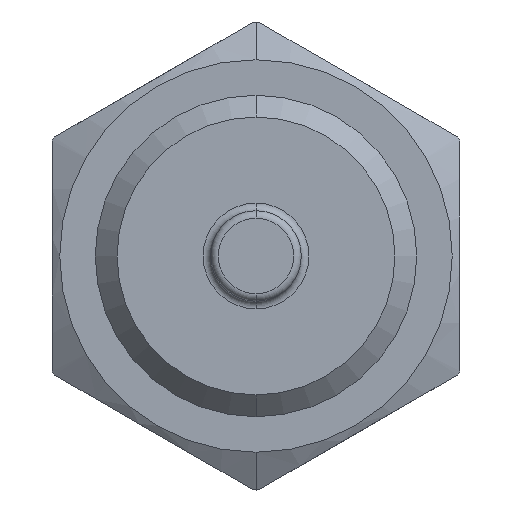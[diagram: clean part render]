
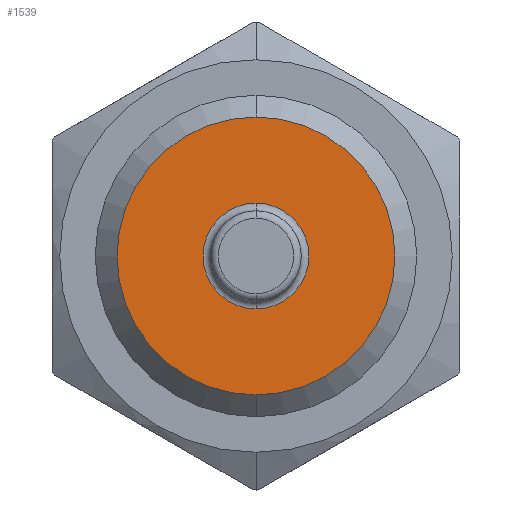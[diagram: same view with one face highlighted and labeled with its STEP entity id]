
A CAD part, front view. The second image highlights one B-rep face of the part: STEP entity #1539.
In plain terms, the highlighted planar face has unit normal (0, -1, 0).
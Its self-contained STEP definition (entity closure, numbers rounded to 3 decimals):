
#3 = DIRECTION ( 'NONE',  ( 0., -1., 0. ) ) ;
#118 = PLANE ( 'NONE',  #3028 ) ;
#167 = CARTESIAN_POINT ( 'NONE',  ( 0., 3., 9.2 ) ) ;
#329 = ORIENTED_EDGE ( 'NONE', *, *, #1349, .T. ) ;
#485 = CARTESIAN_POINT ( 'NONE',  ( 0., 3., -9.2 ) ) ;
#643 = ORIENTED_EDGE ( 'NONE', *, *, #3479, .T. ) ;
#859 = DIRECTION ( 'NONE',  ( 0., -1., 0. ) ) ;
#948 = AXIS2_PLACEMENT_3D ( 'NONE', #2030, #1693, #2288 ) ;
#971 = ORIENTED_EDGE ( 'NONE', *, *, #1002, .T. ) ;
#977 = DIRECTION ( 'NONE',  ( 0., 0., -1. ) ) ;
#1002 = EDGE_CURVE ( 'NONE', #3661, #3837, #3552, .T. ) ;
#1222 = DIRECTION ( 'NONE',  ( 0., 0., -1. ) ) ;
#1273 = CIRCLE ( 'NONE', #3084, 3.5 ) ;
#1349 = EDGE_CURVE ( 'NONE', #2271, #3239, #2134, .T. ) ;
#1539 = ADVANCED_FACE ( 'NONE', ( #3782, #2485 ), #118, .T. ) ;
#1646 = EDGE_LOOP ( 'NONE', ( #329, #2651 ) ) ;
#1693 = DIRECTION ( 'NONE',  ( 0., 1., 0. ) ) ;
#1725 = AXIS2_PLACEMENT_3D ( 'NONE', #1976, #3, #977 ) ;
#1885 = CARTESIAN_POINT ( 'NONE',  ( 0., 3., 0. ) ) ;
#1976 = CARTESIAN_POINT ( 'NONE',  ( 0., 3., 0. ) ) ;
#2030 = CARTESIAN_POINT ( 'NONE',  ( 0., 3., 0. ) ) ;
#2072 = EDGE_CURVE ( 'NONE', #3239, #2271, #1273, .T. ) ;
#2134 = CIRCLE ( 'NONE', #948, 3.5 ) ;
#2271 = VERTEX_POINT ( 'NONE', #4068 ) ;
#2288 = DIRECTION ( 'NONE',  ( 0., 0., -1. ) ) ;
#2360 = CIRCLE ( 'NONE', #1725, 9.2 ) ;
#2363 = DIRECTION ( 'NONE',  ( 0., 0., -1. ) ) ;
#2440 = CARTESIAN_POINT ( 'NONE',  ( -9.2, 3., 0. ) ) ;
#2485 = FACE_OUTER_BOUND ( 'NONE', #3441, .T. ) ;
#2559 = DIRECTION ( 'NONE',  ( 0., 1., 0. ) ) ;
#2651 = ORIENTED_EDGE ( 'NONE', *, *, #2072, .T. ) ;
#3007 = DIRECTION ( 'NONE',  ( 0., -1., 0. ) ) ;
#3028 = AXIS2_PLACEMENT_3D ( 'NONE', #2440, #859, #1222 ) ;
#3084 = AXIS2_PLACEMENT_3D ( 'NONE', #1885, #2559, #4118 ) ;
#3239 = VERTEX_POINT ( 'NONE', #3263 ) ;
#3263 = CARTESIAN_POINT ( 'NONE',  ( 0., 3., 3.5 ) ) ;
#3421 = AXIS2_PLACEMENT_3D ( 'NONE', #3624, #3007, #2363 ) ;
#3441 = EDGE_LOOP ( 'NONE', ( #643, #971 ) ) ;
#3479 = EDGE_CURVE ( 'NONE', #3837, #3661, #2360, .T. ) ;
#3552 = CIRCLE ( 'NONE', #3421, 9.2 ) ;
#3624 = CARTESIAN_POINT ( 'NONE',  ( 0., 3., 0. ) ) ;
#3661 = VERTEX_POINT ( 'NONE', #485 ) ;
#3782 = FACE_BOUND ( 'NONE', #1646, .T. ) ;
#3837 = VERTEX_POINT ( 'NONE', #167 ) ;
#4068 = CARTESIAN_POINT ( 'NONE',  ( 0., 3., -3.5 ) ) ;
#4118 = DIRECTION ( 'NONE',  ( 0., 0., -1. ) ) ;
